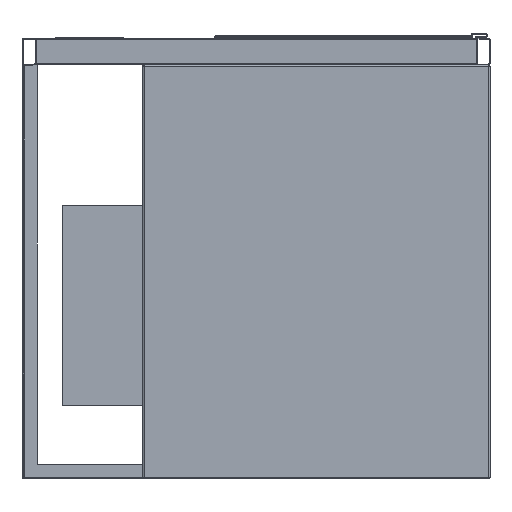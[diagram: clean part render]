
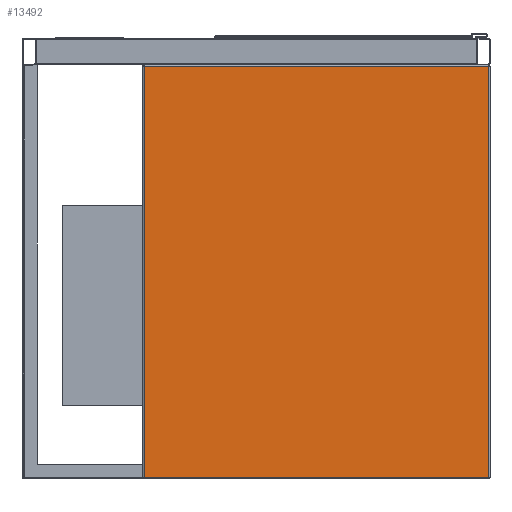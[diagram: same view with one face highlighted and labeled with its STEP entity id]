
A CAD part, front view. The second image highlights one B-rep face of the part: STEP entity #13492.
In plain terms, the highlighted planar face has unit normal (0, -1, 0).
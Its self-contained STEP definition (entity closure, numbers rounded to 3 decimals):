
#807 = CARTESIAN_POINT ( 'NONE',  ( -258., -350., -660. ) ) ;
#1085 = EDGE_CURVE ( 'NONE', #11610, #5065, #29139, .T. ) ;
#1321 = VECTOR ( 'NONE', #6739, 1000. ) ;
#1364 = FACE_OUTER_BOUND ( 'NONE', #13423, .T. ) ;
#2410 = CARTESIAN_POINT ( 'NONE',  ( -260., -350., -42. ) ) ;
#2511 = ORIENTED_EDGE ( 'NONE', *, *, #1085, .T. ) ;
#2623 = EDGE_CURVE ( 'NONE', #5065, #10742, #19895, .T. ) ;
#3206 = LINE ( 'NONE', #23147, #7182 ) ;
#4740 = CARTESIAN_POINT ( 'NONE',  ( 258., -350., -42. ) ) ;
#5065 = VERTEX_POINT ( 'NONE', #4740 ) ;
#6237 = DIRECTION ( 'NONE',  ( 0., -1., 0. ) ) ;
#6739 = DIRECTION ( 'NONE',  ( 0., 0., 1. ) ) ;
#7182 = VECTOR ( 'NONE', #20856, 1000. ) ;
#10742 = VERTEX_POINT ( 'NONE', #13309 ) ;
#10998 = PLANE ( 'NONE',  #24370 ) ;
#11316 = DIRECTION ( 'NONE',  ( 0., 0., -1. ) ) ;
#11610 = VERTEX_POINT ( 'NONE', #25794 ) ;
#11667 = CARTESIAN_POINT ( 'NONE',  ( 258., -350., -660. ) ) ;
#11938 = ORIENTED_EDGE ( 'NONE', *, *, #18852, .T. ) ;
#13309 = CARTESIAN_POINT ( 'NONE',  ( -258., -350., -42. ) ) ;
#13423 = EDGE_LOOP ( 'NONE', ( #24718, #24694, #11938, #2511 ) ) ;
#13492 = ADVANCED_FACE ( 'Fl�che8', ( #1364 ), #10998, .T. ) ;
#13807 = EDGE_CURVE ( 'NONE', #10742, #22807, #23015, .T. ) ;
#16046 = VECTOR ( 'NONE', #20713, 1000. ) ;
#16669 = VECTOR ( 'NONE', #30030, 1000. ) ;
#18516 = CARTESIAN_POINT ( 'NONE',  ( -260., -350., -660. ) ) ;
#18852 = EDGE_CURVE ( 'NONE', #22807, #11610, #3206, .T. ) ;
#19895 = LINE ( 'NONE', #2410, #16669 ) ;
#20300 = CARTESIAN_POINT ( 'NONE',  ( -258., -350., -658. ) ) ;
#20713 = DIRECTION ( 'NONE',  ( 0., 0., -1. ) ) ;
#20856 = DIRECTION ( 'NONE',  ( 1., 0., 0. ) ) ;
#22807 = VERTEX_POINT ( 'NONE', #20300 ) ;
#23015 = LINE ( 'NONE', #807, #16046 ) ;
#23147 = CARTESIAN_POINT ( 'NONE',  ( -260., -350., -658. ) ) ;
#24370 = AXIS2_PLACEMENT_3D ( 'NONE', #18516, #6237, #11316 ) ;
#24694 = ORIENTED_EDGE ( 'NONE', *, *, #13807, .T. ) ;
#24718 = ORIENTED_EDGE ( 'NONE', *, *, #2623, .T. ) ;
#25794 = CARTESIAN_POINT ( 'NONE',  ( 258., -350., -658. ) ) ;
#29139 = LINE ( 'NONE', #11667, #1321 ) ;
#30030 = DIRECTION ( 'NONE',  ( -1., 0., 0. ) ) ;
